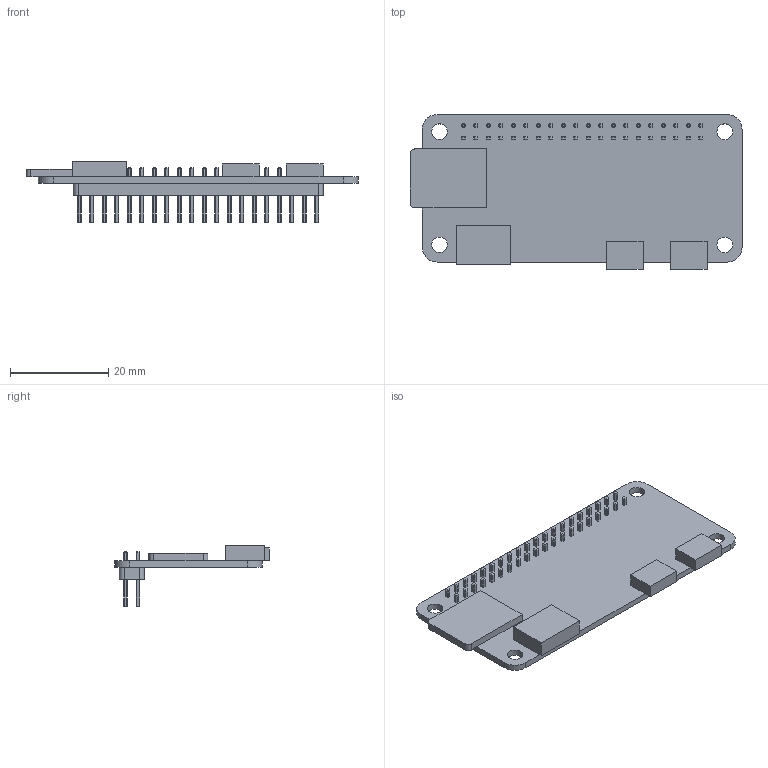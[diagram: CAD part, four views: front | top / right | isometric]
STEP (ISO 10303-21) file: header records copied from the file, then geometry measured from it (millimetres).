
FILE_DESCRIPTION(/* description */ (''),/* implementation_level */ '2;1');
FILE_NAME(/* name */ 'PiZero.step',/* time_stamp */ '2021-10-31T16:38:14+01:00',/* author */ (''),/* organization */ (''),/* preprocessor_version */ 'ST-DEVELOPER v18.1',/* originating_system */ 'Autodesk Translation Framework v10.10.0.1391',/* authorisation */ '');
FILE_SCHEMA (('AUTOMOTIVE_DESIGN { 1 0 10303 214 3 1 1 }'));
Length unit declared in the file: millimetre
Products named in the file (1): PiZero
Bounding box: 67.5 x 31.5 x 12.6 mm (x, y, z)
Volume: 4082.4 mm3; surface area: 5664.7 mm2
Topology: 1 solids, 1 shells, 1409 faces, 3010 edges, 1684 vertices
Faces by surface type: plane 1395, cylinder 14
Full cylindrical faces by diameter (mm): 3.2 x4
Entity records: 36000 total; most frequent: CARTESIAN_POINT 6104, ORIENTED_EDGE 6020, DIRECTION 5858, EDGE_CURVE 3010, LINE 2982, VECTOR 2982, VERTEX_POINT 1684, EDGE_LOOP 1498
